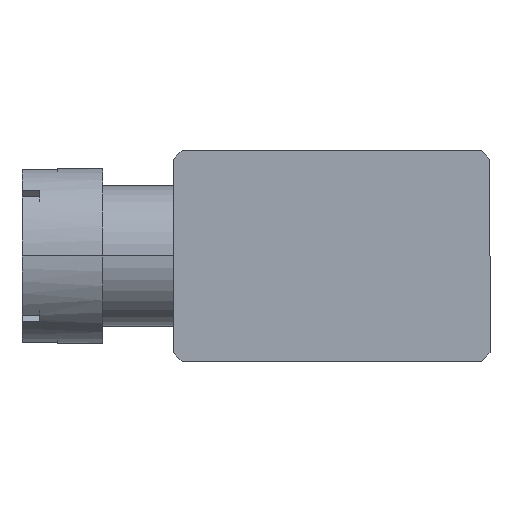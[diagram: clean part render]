
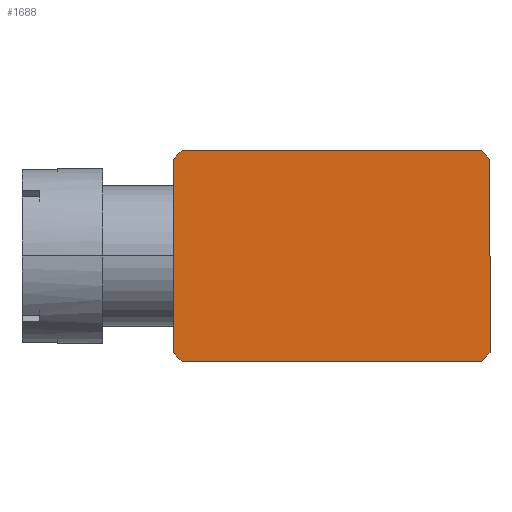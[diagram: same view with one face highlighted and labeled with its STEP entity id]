
A CAD part, left-side view. The second image highlights one B-rep face of the part: STEP entity #1688.
In plain terms, the highlighted face is planar.
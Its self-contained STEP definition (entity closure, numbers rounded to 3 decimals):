
#61 = CARTESIAN_POINT ( 'NONE',  ( 3., 4.5, 32. ) ) ;
#68 = DIRECTION ( 'NONE',  ( 0., 1., 0. ) ) ;
#173 = VERTEX_POINT ( 'NONE', #3340 ) ;
#245 = LINE ( 'NONE', #2928, #402 ) ;
#402 = VECTOR ( 'NONE', #2931, 1000. ) ;
#558 = VECTOR ( 'NONE', #68, 1000. ) ;
#580 = FACE_OUTER_BOUND ( 'NONE', #1215, .T. ) ;
#686 = DIRECTION ( 'NONE',  ( 1., 0., 0. ) ) ;
#692 = PLANE ( 'NONE',  #3167 ) ;
#710 = CARTESIAN_POINT ( 'NONE',  ( -3., -4.5, 32. ) ) ;
#725 = VECTOR ( 'NONE', #2954, 1000. ) ;
#734 = LINE ( 'NONE', #3002, #725 ) ;
#789 = VECTOR ( 'NONE', #3021, 1000. ) ;
#802 = DIRECTION ( 'NONE',  ( 0., 0., 1. ) ) ;
#891 = CARTESIAN_POINT ( 'NONE',  ( -3., 4.5, 32. ) ) ;
#1060 = DIRECTION ( 'NONE',  ( 0., -1., 0. ) ) ;
#1125 = VECTOR ( 'NONE', #3079, 1000. ) ;
#1169 = LINE ( 'NONE', #3055, #789 ) ;
#1215 = EDGE_LOOP ( 'NONE', ( #2677, #4319, #4315, #2681, #4335, #2453, #2443, #2458 ) ) ;
#1458 = LINE ( 'NONE', #3062, #1125 ) ;
#1554 = VERTEX_POINT ( 'NONE', #3705 ) ;
#1688 = ADVANCED_FACE ( 'NONE', ( #580 ), #692, .T. ) ;
#1725 = CARTESIAN_POINT ( 'NONE',  ( -3., 4.25, 32. ) ) ;
#2182 = CARTESIAN_POINT ( 'NONE',  ( 2.75, -4.5, 32. ) ) ;
#2443 = ORIENTED_EDGE ( 'NONE', *, *, #3924, .T. ) ;
#2453 = ORIENTED_EDGE ( 'NONE', *, *, #3865, .T. ) ;
#2458 = ORIENTED_EDGE ( 'NONE', *, *, #3883, .T. ) ;
#2677 = ORIENTED_EDGE ( 'NONE', *, *, #4232, .T. ) ;
#2681 = ORIENTED_EDGE ( 'NONE', *, *, #3851, .T. ) ;
#2732 = DIRECTION ( 'NONE',  ( -1., 0., 0. ) ) ;
#2749 = CARTESIAN_POINT ( 'NONE',  ( -3., 4.5, 32. ) ) ;
#2782 = CARTESIAN_POINT ( 'NONE',  ( -2.75, 4.5, 32. ) ) ;
#2928 = CARTESIAN_POINT ( 'NONE',  ( -7.375, -0.125, 32. ) ) ;
#2931 = DIRECTION ( 'NONE',  ( -0.707, -0.707, 0. ) ) ;
#2937 = CARTESIAN_POINT ( 'NONE',  ( 3., -4.25, 32. ) ) ;
#2954 = DIRECTION ( 'NONE',  ( -0.707, 0.707, 0. ) ) ;
#3002 = CARTESIAN_POINT ( 'NONE',  ( 4.375, 2.875, 32. ) ) ;
#3021 = DIRECTION ( 'NONE',  ( 0.707, 0.707, 0. ) ) ;
#3022 = VECTOR ( 'NONE', #3425, 1000. ) ;
#3040 = CARTESIAN_POINT ( 'NONE',  ( 2.75, 4.5, 32. ) ) ;
#3055 = CARTESIAN_POINT ( 'NONE',  ( -0.125, -7.375, 32. ) ) ;
#3062 = CARTESIAN_POINT ( 'NONE',  ( -2.875, -4.375, 32. ) ) ;
#3079 = DIRECTION ( 'NONE',  ( 0.707, -0.707, 0. ) ) ;
#3167 = AXIS2_PLACEMENT_3D ( 'NONE', #710, #802, #686 ) ;
#3302 = LINE ( 'NONE', #61, #558 ) ;
#3340 = CARTESIAN_POINT ( 'NONE',  ( -3., -4.25, 32. ) ) ;
#3425 = DIRECTION ( 'NONE',  ( 1., 0., 0. ) ) ;
#3434 = CARTESIAN_POINT ( 'NONE',  ( -3., -4.5, 32. ) ) ;
#3542 = VERTEX_POINT ( 'NONE', #4630 ) ;
#3650 = LINE ( 'NONE', #3434, #3022 ) ;
#3705 = CARTESIAN_POINT ( 'NONE',  ( -2.75, -4.5, 32. ) ) ;
#3779 = EDGE_CURVE ( 'NONE', #1554, #4026, #3650, .T. ) ;
#3847 = EDGE_CURVE ( 'NONE', #173, #1554, #1458, .T. ) ;
#3851 = EDGE_CURVE ( 'NONE', #4026, #3884, #1169, .T. ) ;
#3853 = VERTEX_POINT ( 'NONE', #3040 ) ;
#3865 = EDGE_CURVE ( 'NONE', #3542, #3853, #734, .T. ) ;
#3883 = EDGE_CURVE ( 'NONE', #3915, #4068, #245, .T. ) ;
#3884 = VERTEX_POINT ( 'NONE', #2937 ) ;
#3915 = VERTEX_POINT ( 'NONE', #2782 ) ;
#3924 = EDGE_CURVE ( 'NONE', #3853, #3915, #5026, .T. ) ;
#4026 = VERTEX_POINT ( 'NONE', #2182 ) ;
#4068 = VERTEX_POINT ( 'NONE', #1725 ) ;
#4232 = EDGE_CURVE ( 'NONE', #4068, #173, #4774, .T. ) ;
#4315 = ORIENTED_EDGE ( 'NONE', *, *, #3779, .T. ) ;
#4319 = ORIENTED_EDGE ( 'NONE', *, *, #3847, .T. ) ;
#4335 = ORIENTED_EDGE ( 'NONE', *, *, #4342, .T. ) ;
#4342 = EDGE_CURVE ( 'NONE', #3884, #3542, #3302, .T. ) ;
#4630 = CARTESIAN_POINT ( 'NONE',  ( 3., 4.25, 32. ) ) ;
#4757 = VECTOR ( 'NONE', #1060, 1000. ) ;
#4774 = LINE ( 'NONE', #891, #4757 ) ;
#5005 = VECTOR ( 'NONE', #2732, 1000. ) ;
#5026 = LINE ( 'NONE', #2749, #5005 ) ;
